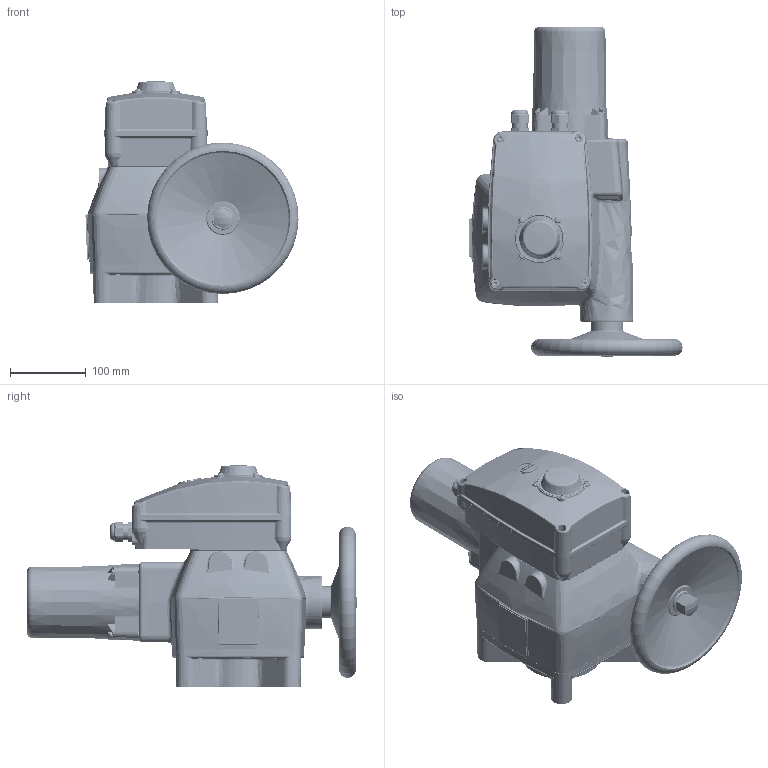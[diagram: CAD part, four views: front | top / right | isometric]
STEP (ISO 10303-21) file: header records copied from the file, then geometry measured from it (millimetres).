
FILE_DESCRIPTION(/* description */ ('','CAx-IF Rec.Pracs.---Representation and Presentation of Product Manufacturing Information (PMI)---3.8---2014-02-18'),/* implementation_level */ '2;1');
FILE_NAME(/* name */ 'E160.stp',/* time_stamp */ '2018-08-13T09:56:01+02:00',/* author */ ('hellwig'),/* organization */ (''),/* preprocessor_version */ 'ST-DEVELOPER v16.5',/* originating_system */ 'Autodesk Inventor 2017',/* authorisation */ '');
FILE_SCHEMA (('AP242_MANAGED_MODEL_BASED_3D_ENGINEERING_MIM_LF { 1 0 10303 442 1 1 4 }'));
Length unit declared in the file: millimetre
Products named in the file (1): M33551
Bounding box: 281.45 x 436.5 x 292.5 mm (x, y, z)
Volume: 5327274.5 mm3; surface area: 951836.2 mm2
Topology: 41 solids, 43 shells, 4855 faces, 12115 edges, 7467 vertices
Faces by surface type: plane 1819, bspline 1052, cylinder 1014, cone 468, torus 359, sphere 143
Full cylindrical faces by diameter (mm): 2 x2, 3.242 x7, 4 x8, 4.134 x6, 4.2 x2, 4.7 x4, 4.917 x8, 5 x5, 5.2 x4, 5.5 x8, 6 x4, 6.5 x4, 6.647 x8, 7.2 x3, 8 x11, 8.5 x8, 9 x9, 9.1 x1, 10 x22, 10.106 x4, 10.5 x1, 11 x4, 11.2 x1, 12 x1, 12.3 x2, 13 x8, 13.5 x2, 13.7 x2, 13.835 x1, 14.1 x2
Entity records: 172113 total; most frequent: CARTESIAN_POINT 58055, ORIENTED_EDGE 22718, DIRECTION 22177, EDGE_CURVE 11358, AXIS2_PLACEMENT_3D 8940, VERTEX_POINT 7312, EDGE_LOOP 5676, STYLED_ITEM 4894
